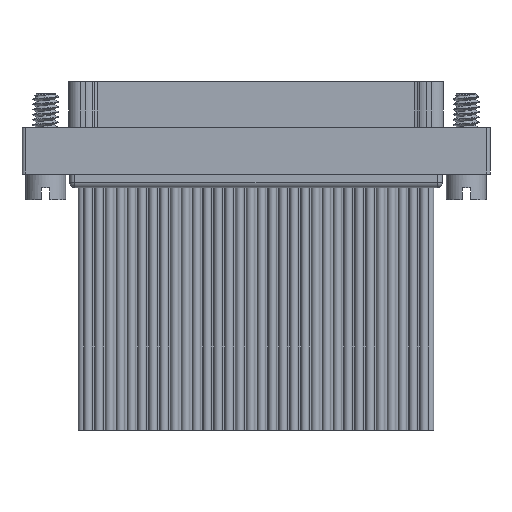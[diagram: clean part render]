
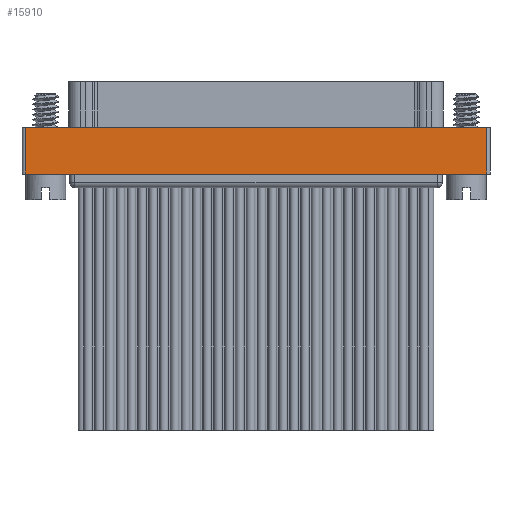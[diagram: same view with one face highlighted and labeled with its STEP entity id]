
A CAD part, front view. The second image highlights one B-rep face of the part: STEP entity #15910.
In plain terms, the highlighted planar face has unit normal (0, -1, 0).
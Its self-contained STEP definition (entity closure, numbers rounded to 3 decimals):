
#1702=DIRECTION('',(0.,0.,-1.));
#1703=VECTOR('',#1702,2.75);
#1704=CARTESIAN_POINT('',(-12.941,-2.558,34.96));
#1705=LINE('',#1704,#1703);
#1710=DIRECTION('',(1.,0.,0.));
#1711=VECTOR('',#1710,27.01);
#1712=CARTESIAN_POINT('',(-12.941,-2.558,34.96));
#1713=LINE('',#1712,#1711);
#1714=DIRECTION('',(-1.,0.,0.));
#1715=VECTOR('',#1714,27.01);
#1716=CARTESIAN_POINT('',(14.069,-2.558,32.21));
#1717=LINE('',#1716,#1715);
#1722=DIRECTION('',(0.,0.,1.));
#1723=VECTOR('',#1722,2.75);
#1724=CARTESIAN_POINT('',(14.069,-2.558,32.21));
#1725=LINE('',#1724,#1723);
#10245=CARTESIAN_POINT('',(14.069,-2.558,32.21));
#10246=VERTEX_POINT('',#10245);
#10247=CARTESIAN_POINT('',(-12.941,-2.558,32.21));
#10248=VERTEX_POINT('',#10247);
#10277=CARTESIAN_POINT('',(14.069,-2.558,34.96));
#10278=VERTEX_POINT('',#10277);
#10279=CARTESIAN_POINT('',(-12.941,-2.558,34.96));
#10280=VERTEX_POINT('',#10279);
#15898=CARTESIAN_POINT('',(0.564,-2.558,33.585));
#15899=DIRECTION('',(0.,1.,0.));
#15900=DIRECTION('',(0.,0.,1.));
#15901=AXIS2_PLACEMENT_3D('',#15898,#15899,#15900);
#15902=PLANE('',#15901);
#15903=ORIENTED_EDGE('',*,*,#15748,.T.);
#15905=ORIENTED_EDGE('',*,*,#15904,.F.);
#15906=ORIENTED_EDGE('',*,*,#15827,.T.);
#15907=ORIENTED_EDGE('',*,*,#15891,.F.);
#15908=EDGE_LOOP('',(#15903,#15905,#15906,#15907));
#15909=FACE_OUTER_BOUND('',#15908,.F.);
#15748=EDGE_CURVE('',#10280,#10278,#1713,.T.);
#15827=EDGE_CURVE('',#10246,#10248,#1717,.T.);
#15891=EDGE_CURVE('',#10280,#10248,#1705,.T.);
#15904=EDGE_CURVE('',#10246,#10278,#1725,.T.);
#15910=ADVANCED_FACE('',(#15909),#15902,.F.);
